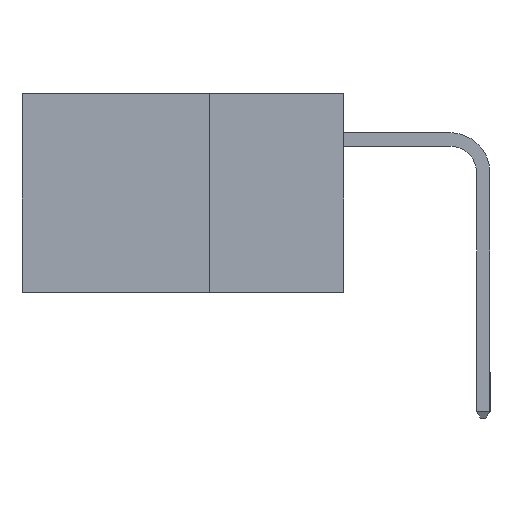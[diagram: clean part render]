
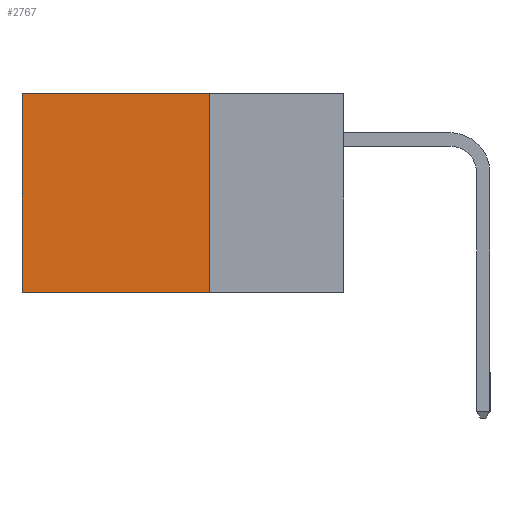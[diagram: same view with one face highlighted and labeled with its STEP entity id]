
A CAD part, left-side view. The second image highlights one B-rep face of the part: STEP entity #2767.
In plain terms, the highlighted planar face has unit normal (-1, 0, 0).
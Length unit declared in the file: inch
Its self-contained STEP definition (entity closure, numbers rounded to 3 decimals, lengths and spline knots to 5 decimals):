
#193 = ORIENTED_EDGE ( 'NONE', *, *, #10833, .T. ) ;
#1483 = VECTOR ( 'NONE', #11569, 39.37008 ) ;
#1952 = EDGE_CURVE ( 'NONE', #9441, #12564, #2335, .T. ) ;
#2188 = DIRECTION ( 'NONE',  ( 1., 0., 0. ) ) ;
#2335 = LINE ( 'NONE', #10417, #1483 ) ;
#2581 = LINE ( 'NONE', #6519, #12829 ) ;
#2623 = VECTOR ( 'NONE', #9306, 39.37008 ) ;
#2767 = ADVANCED_FACE ( 'NONE', ( #4112 ), #11342, .F. ) ;
#2940 = EDGE_CURVE ( 'NONE', #12564, #4866, #2581, .T. ) ;
#3289 = EDGE_LOOP ( 'NONE', ( #193, #12570, #3399, #8852 ) ) ;
#3383 = EDGE_CURVE ( 'NONE', #9441, #8643, #10522, .T. ) ;
#3399 = ORIENTED_EDGE ( 'NONE', *, *, #1952, .F. ) ;
#3506 = CARTESIAN_POINT ( 'NONE',  ( 0.2615, 0.25, 0. ) ) ;
#4112 = FACE_OUTER_BOUND ( 'NONE', #3289, .T. ) ;
#4390 = DIRECTION ( 'NONE',  ( 0., 0., -1. ) ) ;
#4478 = CARTESIAN_POINT ( 'NONE',  ( 0.2615, 0.6, -0.37 ) ) ;
#4866 = VERTEX_POINT ( 'NONE', #11184 ) ;
#4913 = AXIS2_PLACEMENT_3D ( 'NONE', #9393, #2188, #4390 ) ;
#5344 = VECTOR ( 'NONE', #7586, 39.37008 ) ;
#5374 = CARTESIAN_POINT ( 'NONE',  ( 0.2615, 0.25, 0. ) ) ;
#6519 = CARTESIAN_POINT ( 'NONE',  ( 0.2615, 0.25, -0.37 ) ) ;
#7568 = CARTESIAN_POINT ( 'NONE',  ( 0.2615, 0.25, -0.37 ) ) ;
#7586 = DIRECTION ( 'NONE',  ( 0., 1., 0. ) ) ;
#8643 = VERTEX_POINT ( 'NONE', #9948 ) ;
#8852 = ORIENTED_EDGE ( 'NONE', *, *, #3383, .T. ) ;
#9306 = DIRECTION ( 'NONE',  ( 0., 0., -1. ) ) ;
#9393 = CARTESIAN_POINT ( 'NONE',  ( 0.2615, 0.25, -0.37 ) ) ;
#9441 = VERTEX_POINT ( 'NONE', #5374 ) ;
#9748 = LINE ( 'NONE', #4478, #2623 ) ;
#9948 = CARTESIAN_POINT ( 'NONE',  ( 0.2615, 0.6, 0. ) ) ;
#10417 = CARTESIAN_POINT ( 'NONE',  ( 0.2615, 0.25, -0.37 ) ) ;
#10522 = LINE ( 'NONE', #3506, #5344 ) ;
#10609 = DIRECTION ( 'NONE',  ( 0., 1., 0. ) ) ;
#10833 = EDGE_CURVE ( 'NONE', #8643, #4866, #9748, .T. ) ;
#11184 = CARTESIAN_POINT ( 'NONE',  ( 0.2615, 0.6, -0.37 ) ) ;
#11342 = PLANE ( 'NONE',  #4913 ) ;
#11569 = DIRECTION ( 'NONE',  ( 0., 0., -1. ) ) ;
#12564 = VERTEX_POINT ( 'NONE', #7568 ) ;
#12570 = ORIENTED_EDGE ( 'NONE', *, *, #2940, .F. ) ;
#12829 = VECTOR ( 'NONE', #10609, 39.37008 ) ;
